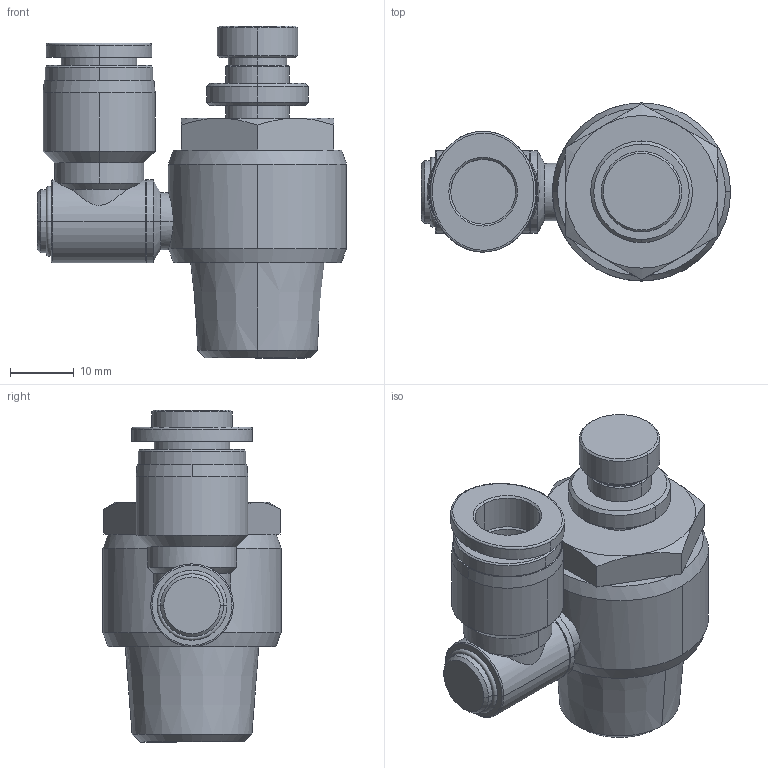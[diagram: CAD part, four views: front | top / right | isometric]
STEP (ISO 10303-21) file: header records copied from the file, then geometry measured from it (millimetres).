
FILE_DESCRIPTION((''),'2;1');
FILE_NAME('NSS 1004.stp','2017-07-22T11:44:59',(''),(''),'Mechanical Desktop 2009','Mechanical Desktop 2009',', , ');
FILE_SCHEMA(('CONFIG_CONTROL_DESIGN'));
Length unit declared in the file: millimetre
Products named in the file (2): NSS 1004; PART1
Assembly tree (1 placements, depth 2):
  NSS 1004
    PART1
Bounding box: 48.6 x 28 x 52.2 mm (x, y, z)
Volume: 25156.1 mm3; surface area: 8208 mm2
Topology: 1 solids, 1 shells, 132 faces, 282 edges, 164 vertices
Faces by surface type: cone 42, cylinder 41, plane 38, torus 8, bspline 3
Entity records: 3991 total; most frequent: CARTESIAN_POINT 982, DIRECTION 674, ORIENTED_EDGE 564, AXIS2_PLACEMENT_3D 288, EDGE_CURVE 282, VERTEX_POINT 164, CIRCLE 155, EDGE_LOOP 149
